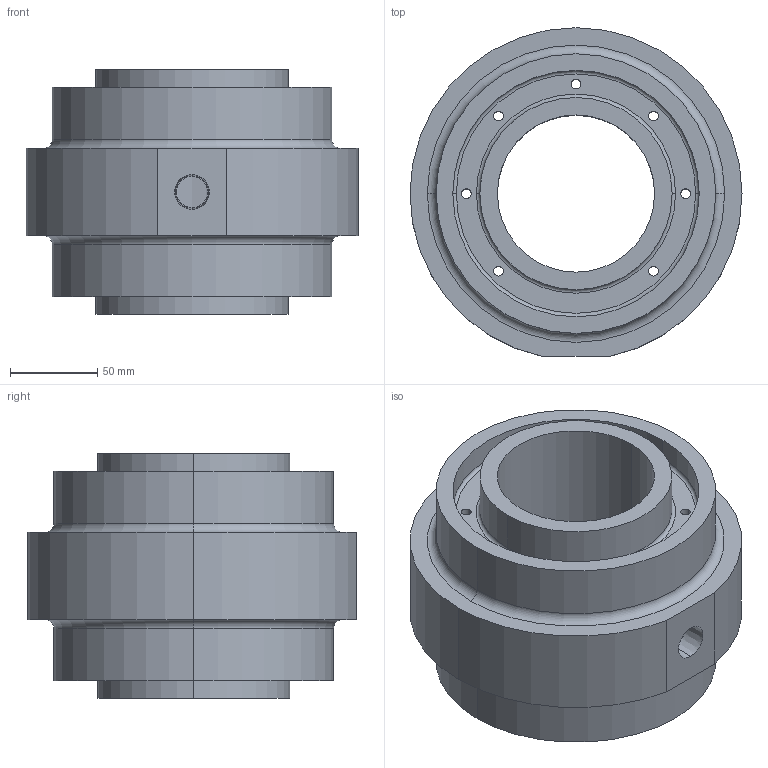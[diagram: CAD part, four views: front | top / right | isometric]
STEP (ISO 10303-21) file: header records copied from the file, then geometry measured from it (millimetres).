
FILE_DESCRIPTION (( 'STEP AP203' ), '1' );
FILE_NAME ('-7881532.STEP', '2015-03-23T13:50:36', ( 'enduser' ), ( '' ), 'SwSTEP 2.0', 'SolidWorks 2014', '' );
FILE_SCHEMA (( 'CONFIG_CONTROL_DESIGN' ));
Length unit declared in the file: inch
Products named in the file (1): -7881532
Bounding box: 189.99 x 187.96 x 139.83 mm (x, y, z)
Volume: 1916759.5 mm3; surface area: 188329.5 mm2
Topology: 1 solids, 1 shells, 57 faces, 132 edges, 84 vertices
Faces by surface type: cylinder 33, torus 12, plane 10, cone 2
Entity records: 1866 total; most frequent: CARTESIAN_POINT 367, DIRECTION 338, ORIENTED_EDGE 264, AXIS2_PLACEMENT_3D 150, EDGE_CURVE 132, CIRCLE 92, VERTEX_POINT 84, EDGE_LOOP 82
